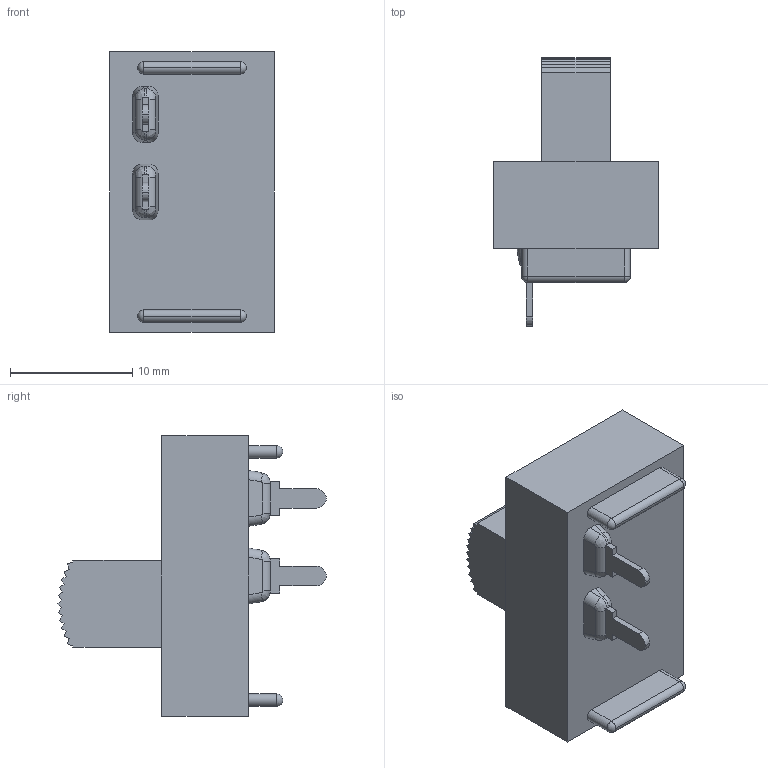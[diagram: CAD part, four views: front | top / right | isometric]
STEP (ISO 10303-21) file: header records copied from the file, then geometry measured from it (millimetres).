
FILE_DESCRIPTION (( 'STEP AP214' ), '1' );
FILE_NAME ('S101031MS02Q.STEP', '2022-10-24T12:24:30', ( '' ), ( '' ), 'SwSTEP 2.0', 'SolidWorks 2017', '' );
FILE_SCHEMA (( 'AUTOMOTIVE_DESIGN' ));
Length unit declared in the file: inch
Products named in the file (1): S101031MS02Q
Bounding box: 13.46 x 21.97 x 22.99 mm (x, y, z)
Volume: 2560.2 mm3; surface area: 1660.6 mm2
Topology: 5 solids, 5 shells, 120 faces, 317 edges, 204 vertices
Faces by surface type: plane 80, cylinder 28, bspline 8, sphere 4
Entity records: 3801 total; most frequent: CARTESIAN_POINT 886, ORIENTED_EDGE 618, DIRECTION 535, EDGE_CURVE 309, LINE 229, VECTOR 229, VERTEX_POINT 200, AXIS2_PLACEMENT_3D 153
